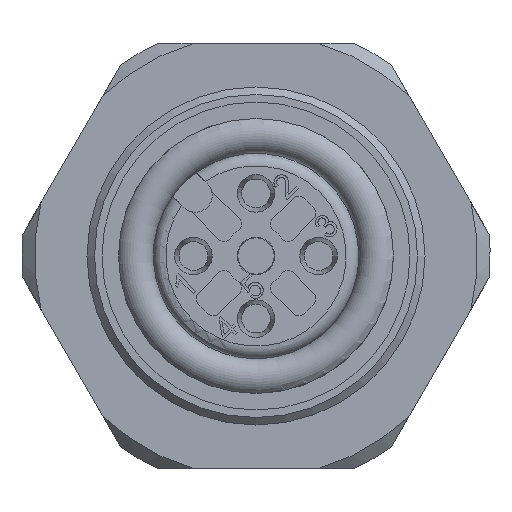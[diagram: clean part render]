
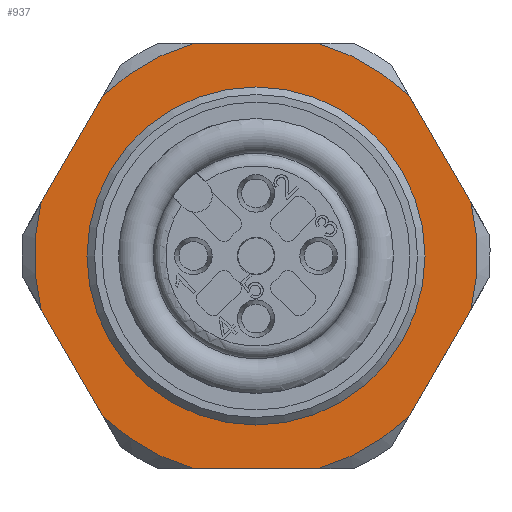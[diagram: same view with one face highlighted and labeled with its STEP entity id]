
A CAD part, front view. The second image highlights one B-rep face of the part: STEP entity #937.
In plain terms, the highlighted planar face has unit normal (0, -1, 0).
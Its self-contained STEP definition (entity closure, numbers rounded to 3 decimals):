
#77=PLANE('',#3396);
#172=LINE('',#4638,#391);
#173=LINE('',#4639,#392);
#174=LINE('',#4640,#393);
#175=LINE('',#4641,#394);
#176=LINE('',#4642,#395);
#177=LINE('',#4646,#396);
#391=VECTOR('',#3746,1.);
#392=VECTOR('',#3747,1.);
#393=VECTOR('',#3748,1.);
#394=VECTOR('',#3749,1.);
#395=VECTOR('',#3750,1.);
#396=VECTOR('',#3753,1.);
#937=ADVANCED_FACE('',(#1188,#1189),#77,.F.);
#1188=FACE_BOUND('',#1317,.T.);
#1189=FACE_BOUND('',#1318,.T.);
#1317=EDGE_LOOP('',(#1614,#1615,#1616,#1617,#1618,#1619,#1620,#1621,#1622,
#1623,#1624,#1625));
#1318=EDGE_LOOP('',(#1626));
#1614=ORIENTED_EDGE('',*,*,#2776,.F.);
#1615=ORIENTED_EDGE('',*,*,#2815,.T.);
#1616=ORIENTED_EDGE('',*,*,#2778,.F.);
#1617=ORIENTED_EDGE('',*,*,#2816,.T.);
#1618=ORIENTED_EDGE('',*,*,#2782,.F.);
#1619=ORIENTED_EDGE('',*,*,#2817,.T.);
#1620=ORIENTED_EDGE('',*,*,#2786,.F.);
#1621=ORIENTED_EDGE('',*,*,#2818,.T.);
#1622=ORIENTED_EDGE('',*,*,#2790,.F.);
#1623=ORIENTED_EDGE('',*,*,#2819,.T.);
#1624=ORIENTED_EDGE('',*,*,#2820,.F.);
#1625=ORIENTED_EDGE('',*,*,#2821,.T.);
#1626=ORIENTED_EDGE('',*,*,#2814,.T.);
#2460=VERTEX_POINT('',#4522);
#2461=VERTEX_POINT('',#4524);
#2462=VERTEX_POINT('',#4531);
#2463=VERTEX_POINT('',#4532);
#2466=VERTEX_POINT('',#4546);
#2467=VERTEX_POINT('',#4547);
#2470=VERTEX_POINT('',#4561);
#2471=VERTEX_POINT('',#4562);
#2474=VERTEX_POINT('',#4576);
#2475=VERTEX_POINT('',#4577);
#2494=VERTEX_POINT('',#4636);
#2495=VERTEX_POINT('',#4643);
#2496=VERTEX_POINT('',#4645);
#2776=EDGE_CURVE('',#2460,#2461,#3222,.T.);
#2778=EDGE_CURVE('',#2462,#2463,#3223,.T.);
#2782=EDGE_CURVE('',#2466,#2467,#3225,.T.);
#2786=EDGE_CURVE('',#2470,#2471,#3227,.T.);
#2790=EDGE_CURVE('',#2474,#2475,#3229,.T.);
#2814=EDGE_CURVE('',#2494,#2494,#3241,.T.);
#2815=EDGE_CURVE('',#2460,#2463,#172,.T.);
#2816=EDGE_CURVE('',#2462,#2467,#173,.T.);
#2817=EDGE_CURVE('',#2466,#2471,#174,.T.);
#2818=EDGE_CURVE('',#2470,#2475,#175,.T.);
#2819=EDGE_CURVE('',#2474,#2495,#176,.T.);
#2820=EDGE_CURVE('',#2496,#2495,#3242,.T.);
#2821=EDGE_CURVE('',#2496,#2461,#177,.T.);
#3222=CIRCLE('',#3360,8.85);
#3223=CIRCLE('',#3362,8.85);
#3225=CIRCLE('',#3365,8.85);
#3227=CIRCLE('',#3368,8.85);
#3229=CIRCLE('',#3371,8.85);
#3241=CIRCLE('',#3393,6.75);
#3242=CIRCLE('',#3395,8.85);
#3360=AXIS2_PLACEMENT_3D('',#4523,#3666,#3667);
#3362=AXIS2_PLACEMENT_3D('',#4530,#3670,#3671);
#3365=AXIS2_PLACEMENT_3D('',#4545,#3676,#3677);
#3368=AXIS2_PLACEMENT_3D('',#4560,#3682,#3683);
#3371=AXIS2_PLACEMENT_3D('',#4575,#3688,#3689);
#3393=AXIS2_PLACEMENT_3D('',#4635,#3742,#3743);
#3395=AXIS2_PLACEMENT_3D('',#4644,#3751,#3752);
#3396=AXIS2_PLACEMENT_3D('',#4647,#3754,#3755);
#3666=DIRECTION('',(0.,1.,0.));
#3667=DIRECTION('',(1.,0.,0.));
#3670=DIRECTION('',(0.,1.,0.));
#3671=DIRECTION('',(1.,0.,0.));
#3676=DIRECTION('',(0.,1.,0.));
#3677=DIRECTION('',(1.,0.,0.));
#3682=DIRECTION('',(0.,1.,0.));
#3683=DIRECTION('',(1.,0.,0.));
#3688=DIRECTION('',(0.,1.,0.));
#3689=DIRECTION('',(1.,0.,0.));
#3742=DIRECTION('',(0.,1.,0.));
#3743=DIRECTION('',(1.,0.,0.));
#3746=DIRECTION('',(-0.5,0.,-0.866));
#3747=DIRECTION('',(0.5,0.,-0.866));
#3748=DIRECTION('',(1.,0.,0.));
#3749=DIRECTION('',(0.5,0.,0.866));
#3750=DIRECTION('',(-0.5,0.,0.866));
#3751=DIRECTION('',(0.,1.,0.));
#3752=DIRECTION('',(1.,0.,0.));
#3753=DIRECTION('',(-1.,0.,0.));
#3754=DIRECTION('',(0.,1.,0.));
#3755=DIRECTION('',(-1.,0.,0.));
#4522=CARTESIAN_POINT('',(2.321,2.05,6.384));
#4523=CARTESIAN_POINT('',(8.45,2.05,0.));
#4524=CARTESIAN_POINT('',(5.986,2.05,8.5));
#4530=CARTESIAN_POINT('',(8.45,2.05,0.));
#4531=CARTESIAN_POINT('',(-0.143,2.05,-2.116));
#4532=CARTESIAN_POINT('',(-0.143,2.05,2.116));
#4545=CARTESIAN_POINT('',(8.45,2.05,0.));
#4546=CARTESIAN_POINT('',(5.986,2.05,-8.5));
#4547=CARTESIAN_POINT('',(2.321,2.05,-6.384));
#4560=CARTESIAN_POINT('',(8.45,2.05,0.));
#4561=CARTESIAN_POINT('',(14.579,2.05,-6.384));
#4562=CARTESIAN_POINT('',(10.914,2.05,-8.5));
#4575=CARTESIAN_POINT('',(8.45,2.05,0.));
#4576=CARTESIAN_POINT('',(17.043,2.05,2.116));
#4577=CARTESIAN_POINT('',(17.043,2.05,-2.116));
#4635=CARTESIAN_POINT('',(8.45,2.05,0.));
#4636=CARTESIAN_POINT('',(15.2,2.05,0.));
#4638=CARTESIAN_POINT('',(-1.834,2.05,-0.812));
#4639=CARTESIAN_POINT('',(4.012,2.05,-9.313));
#4640=CARTESIAN_POINT('',(8.45,2.05,-8.5));
#4641=CARTESIAN_POINT('',(12.888,2.05,-9.313));
#4642=CARTESIAN_POINT('',(18.734,2.05,-0.813));
#4643=CARTESIAN_POINT('',(14.579,2.05,6.384));
#4644=CARTESIAN_POINT('',(8.45,2.05,0.));
#4645=CARTESIAN_POINT('',(10.914,2.05,8.5));
#4646=CARTESIAN_POINT('',(8.45,2.05,8.5));
#4647=CARTESIAN_POINT('',(8.45,2.05,-6.75));
